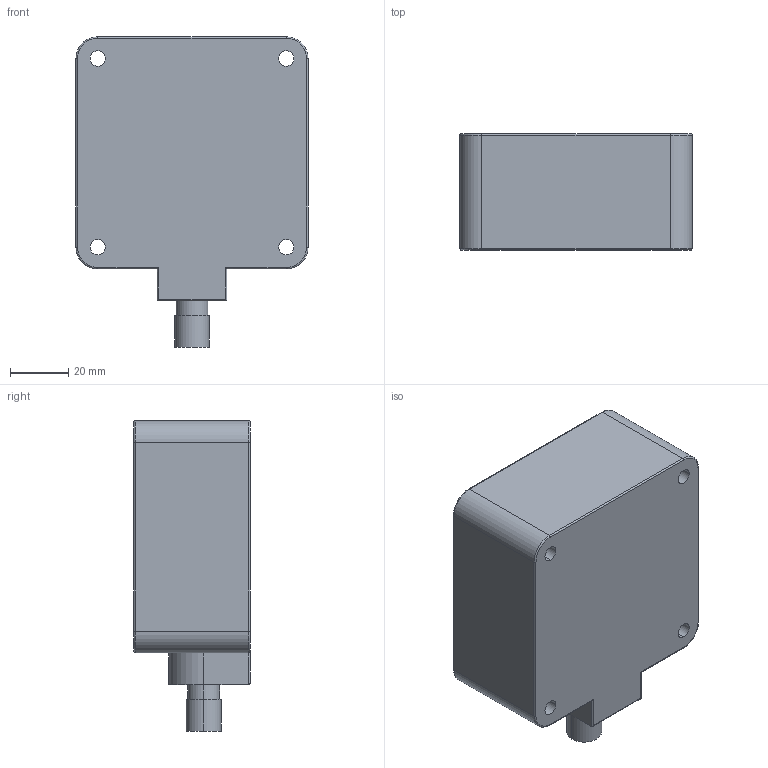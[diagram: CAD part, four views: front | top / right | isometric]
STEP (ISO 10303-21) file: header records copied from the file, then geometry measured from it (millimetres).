
FILE_DESCRIPTION((''),'2;1');
FILE_NAME('CAD-0372A','2022-11-10T09:35:21',('creinig-se'),(''),'CREO PARAMETRIC BY PTC INC, 2019292','CREO PARAMETRIC BY PTC INC, 2019292','');
FILE_SCHEMA(('CONFIG_CONTROL_DESIGN','SHAPE_APPEARANCE_LAYERS_GROUPS'));
Length unit declared in the file: millimetre
Products named in the file (1): CAD-0372A
Bounding box: 80 x 40 x 107 mm (x, y, z)
Volume: 252491.7 mm3; surface area: 30735.2 mm2
Topology: 1 solids, 1 shells, 60 faces, 136 edges, 84 vertices
Faces by surface type: cylinder 37, plane 15, torus 8
Entity records: 2300 total; most frequent: DIRECTION 326, CARTESIAN_POINT 307, ORIENTED_EDGE 272, PRESENTATION_STYLE_ASSIGNMENT 143, STYLED_ITEM 137, CURVE_STYLE 136, EDGE_CURVE 136, AXIS2_PLACEMENT_3D 134
